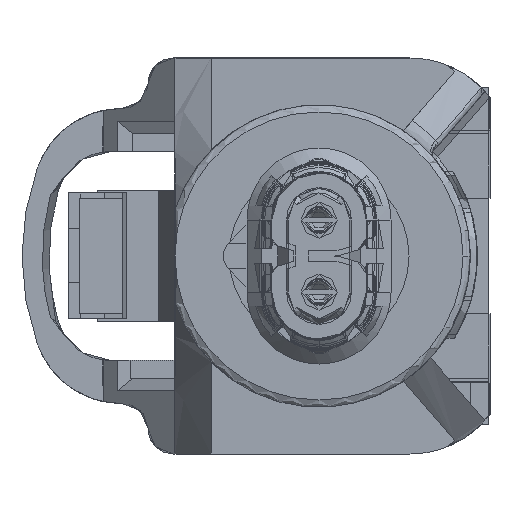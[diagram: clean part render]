
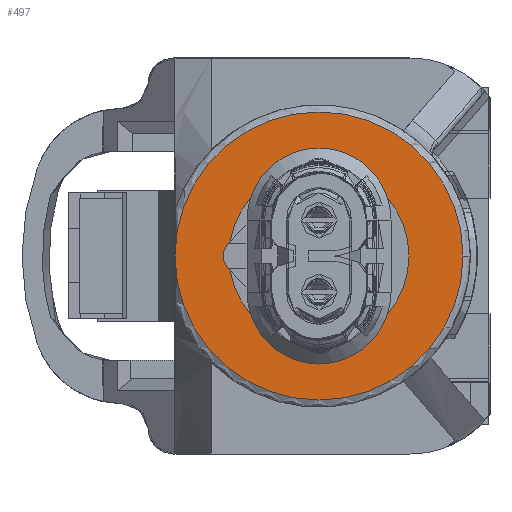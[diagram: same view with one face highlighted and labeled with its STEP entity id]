
A CAD part, front view. The second image highlights one B-rep face of the part: STEP entity #497.
In plain terms, the highlighted planar face has unit normal (0, -1, 0).
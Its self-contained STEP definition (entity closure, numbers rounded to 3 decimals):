
#227 = DIRECTION ( 'NONE',  ( 1., 0., 0. ) ) ;
#497 = ADVANCED_FACE ( 'Defeature ausgef�hrt1_670', ( #2851, #13360 ), #24460, .F. ) ;
#506 = DIRECTION ( 'NONE',  ( 0., -1., 0. ) ) ;
#1743 = AXIS2_PLACEMENT_3D ( 'NONE', #32883, #506, #35455 ) ;
#2851 = FACE_BOUND ( 'NONE', #15422, .T. ) ;
#3268 = CARTESIAN_POINT ( 'NONE',  ( 4., -18.55, 0. ) ) ;
#3610 = CIRCLE ( 'NONE', #16328, 4. ) ;
#3788 = DIRECTION ( 'NONE',  ( 0., -1., 0. ) ) ;
#4820 = ORIENTED_EDGE ( 'NONE', *, *, #26672, .F. ) ;
#8326 = ORIENTED_EDGE ( 'NONE', *, *, #23843, .T. ) ;
#9323 = DIRECTION ( 'NONE',  ( 1., 0., 0. ) ) ;
#9911 = CIRCLE ( 'NONE', #1743, 1.9 ) ;
#9946 = CARTESIAN_POINT ( 'NONE',  ( 0., -18.55, 0. ) ) ;
#10005 = ORIENTED_EDGE ( 'NONE', *, *, #19695, .F. ) ;
#10465 = EDGE_CURVE ( 'Defeature ausgef�hrt1_670+Defeature ausgef�hrt1_678+Defeature ausgef�hrt1_678+Defeature ausgef�hrt1_678', #34526, #35174, #16500, .T. ) ;
#10591 = VERTEX_POINT ( 'NONE', #29273 ) ;
#12771 = CARTESIAN_POINT ( 'NONE',  ( 0., -18.55, 0. ) ) ;
#13360 = FACE_OUTER_BOUND ( 'NONE', #23129, .T. ) ;
#13810 = CIRCLE ( 'NONE', #13821, 1.9 ) ;
#13821 = AXIS2_PLACEMENT_3D ( 'NONE', #12771, #21411, #9323 ) ;
#14379 = AXIS2_PLACEMENT_3D ( 'NONE', #9946, #15166, #27116 ) ;
#15166 = DIRECTION ( 'NONE',  ( 0., 1., 0. ) ) ;
#15422 = EDGE_LOOP ( 'NONE', ( #10005, #4820 ) ) ;
#16052 = AXIS2_PLACEMENT_3D ( 'NONE', #35541, #18055, #227 ) ;
#16328 = AXIS2_PLACEMENT_3D ( 'NONE', #35589, #3788, #35958 ) ;
#16500 = CIRCLE ( 'NONE', #16052, 4. ) ;
#18055 = DIRECTION ( 'NONE',  ( 0., -1., 0. ) ) ;
#19695 = EDGE_CURVE ( 'Defeature ausgef�hrt1_681+Defeature ausgef�hrt1_670+Defeature ausgef�hrt1_670+Defeature ausgef�hrt1_670', #10591, #35253, #13810, .T. ) ;
#21411 = DIRECTION ( 'NONE',  ( 0., -1., 0. ) ) ;
#22583 = ORIENTED_EDGE ( 'NONE', *, *, #10465, .T. ) ;
#23129 = EDGE_LOOP ( 'NONE', ( #22583, #8326 ) ) ;
#23843 = EDGE_CURVE ( 'Defeature ausgef�hrt1_670+Defeature ausgef�hrt1_678+Defeature ausgef�hrt1_678+Defeature ausgef�hrt1_678', #35174, #34526, #3610, .T. ) ;
#24460 = PLANE ( 'NONE',  #14379 ) ;
#26672 = EDGE_CURVE ( 'Defeature ausgef�hrt1_681+Defeature ausgef�hrt1_670+Defeature ausgef�hrt1_670+Defeature ausgef�hrt1_670', #35253, #10591, #9911, .T. ) ;
#27116 = DIRECTION ( 'NONE',  ( 1., 0., 0. ) ) ;
#28121 = CARTESIAN_POINT ( 'NONE',  ( -1.9, -18.55, 0. ) ) ;
#29273 = CARTESIAN_POINT ( 'NONE',  ( 1.9, -18.55, 0. ) ) ;
#32883 = CARTESIAN_POINT ( 'NONE',  ( 0., -18.55, 0. ) ) ;
#34526 = VERTEX_POINT ( 'NONE', #34774 ) ;
#34774 = CARTESIAN_POINT ( 'NONE',  ( -4., -18.55, 0. ) ) ;
#35174 = VERTEX_POINT ( 'NONE', #3268 ) ;
#35253 = VERTEX_POINT ( 'NONE', #28121 ) ;
#35455 = DIRECTION ( 'NONE',  ( 1., 0., 0. ) ) ;
#35541 = CARTESIAN_POINT ( 'NONE',  ( 0., -18.55, 0. ) ) ;
#35589 = CARTESIAN_POINT ( 'NONE',  ( 0., -18.55, 0. ) ) ;
#35958 = DIRECTION ( 'NONE',  ( 1., 0., 0. ) ) ;
